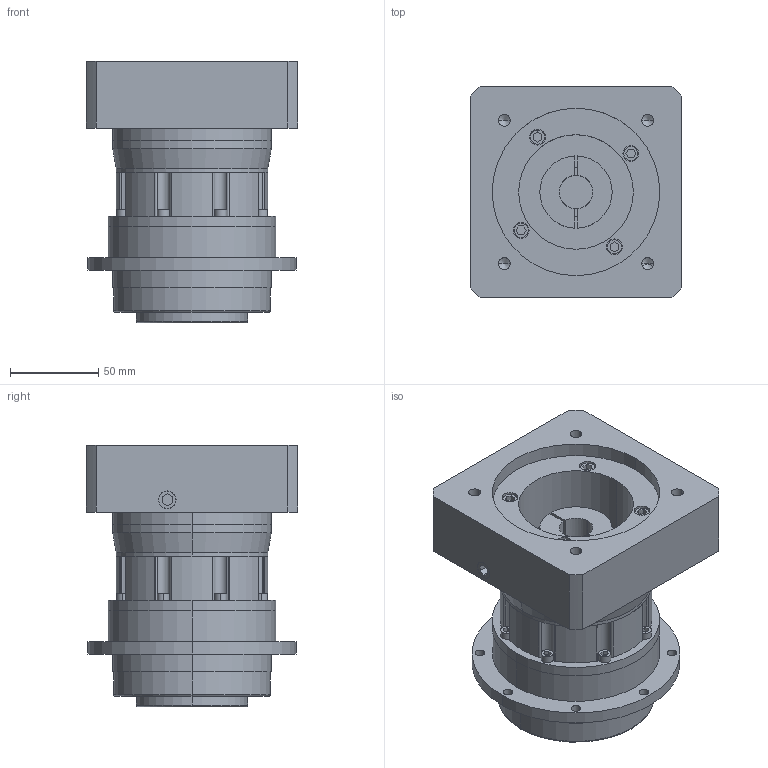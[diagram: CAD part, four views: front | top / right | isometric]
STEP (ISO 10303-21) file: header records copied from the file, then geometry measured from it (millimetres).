
FILE_DESCRIPTION (( 'STEP AP214' ), '1' );
FILE_NAME ('VGH90双级模型-T（19-55 95-5 4-9-115）.STEP', '2018-11-06T00:57:47', ( 'Windows' ), ( 'Microsoft' ), 'SwSTEP 2.0', 'SolidWorks 2016', '' );
FILE_SCHEMA (( 'AUTOMOTIVE_DESIGN' ));
Length unit declared in the file: millimetre
Products named in the file (1): VGH90双级模型-T（19-55 95-5 4-9-115）
Bounding box: 120 x 120 x 148.5 mm (x, y, z)
Volume: 1073443.9 mm3; surface area: 162156.3 mm2
Topology: 5 solids, 5 shells, 348 faces, 844 edges, 540 vertices
Faces by surface type: cylinder 162, plane 154, cone 26, torus 6
Entity records: 10900 total; most frequent: DIRECTION 1864, CARTESIAN_POINT 1709, ORIENTED_EDGE 1640, EDGE_CURVE 820, AXIS2_PLACEMENT_3D 695, VERTEX_POINT 540, VECTOR 474, LINE 474
